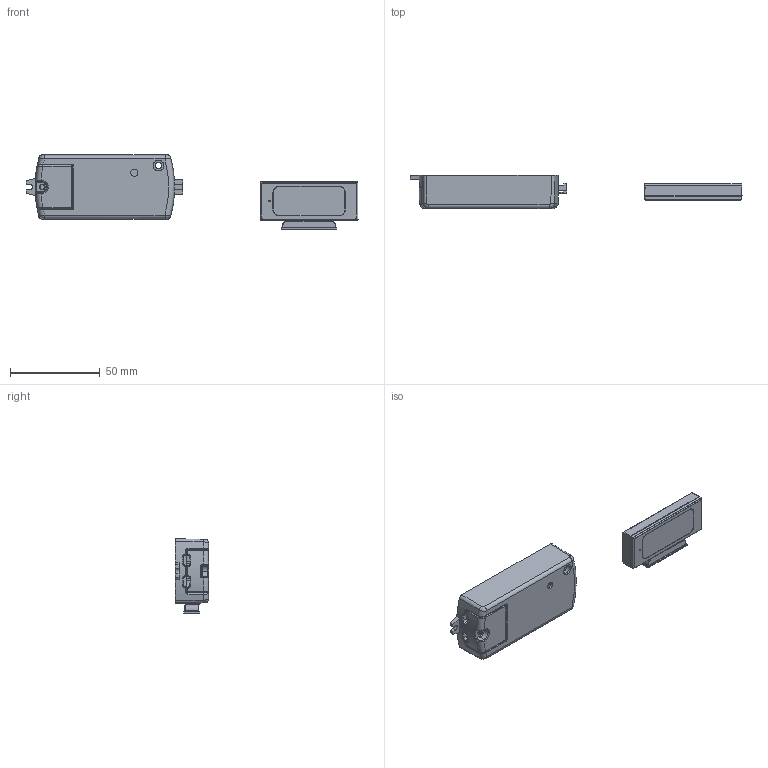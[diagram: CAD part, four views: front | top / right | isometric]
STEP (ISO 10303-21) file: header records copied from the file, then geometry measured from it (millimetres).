
FILE_DESCRIPTION (( 'STEP AP214' ), '1' );
FILE_NAME ('2000450 Magnet-Türkontaktschalter 12 V_24 V Emotion.STEP', '2022-12-01T10:38:03', ( '' ), ( '' ), 'SwSTEP 2.0', 'SolidWorks 2021', '' );
FILE_SCHEMA (( 'AUTOMOTIVE_DESIGN' ));
Length unit declared in the file: millimetre
Products named in the file (1): 2000450 Magnet-Türkontaktschalter 12 V_24 V Emotion
Bounding box: 185.45 x 18.5 x 41.55 mm (x, y, z)
Volume: 22057 mm3; surface area: 36500.4 mm2
Topology: 3 solids, 3 shells, 1194 faces, 3318 edges, 2117 vertices
Faces by surface type: plane 728, cylinder 295, bspline 79, torus 43, cone 33, sphere 16
Entity records: 42418 total; most frequent: CARTESIAN_POINT 12676, ORIENTED_EDGE 6608, DIRECTION 5711, EDGE_CURVE 3304, LINE 2253, VECTOR 2253, VERTEX_POINT 2113, AXIS2_PLACEMENT_3D 1729
